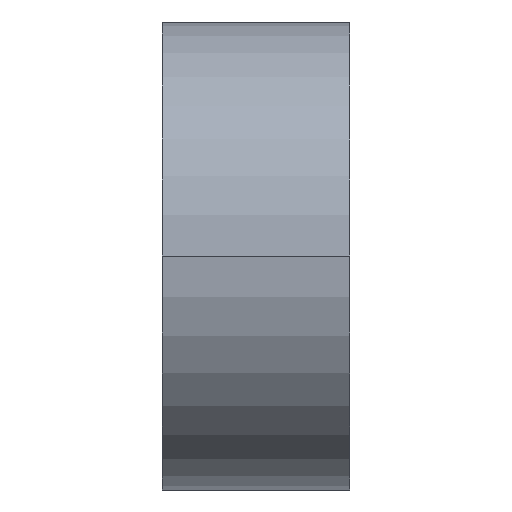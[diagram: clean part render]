
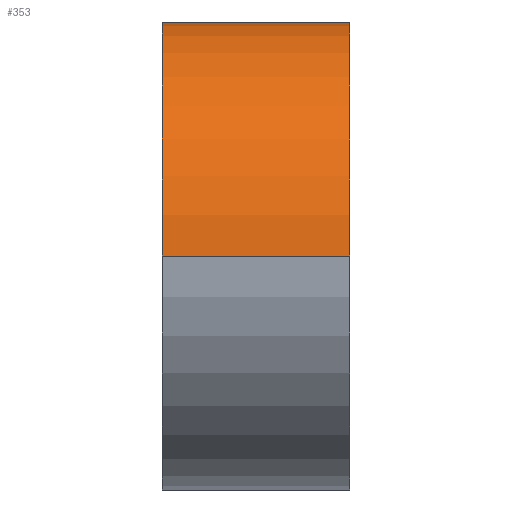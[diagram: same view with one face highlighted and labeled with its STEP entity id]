
A CAD part, left-side view. The second image highlights one B-rep face of the part: STEP entity #353.
In plain terms, the highlighted cylindrical face has radius 7.5 mm (diameter 15 mm), a partial arc.
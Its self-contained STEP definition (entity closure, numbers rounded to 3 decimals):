
#7 = EDGE_CURVE ( 'NONE', #231, #293, #19, .T. ) ;
#9 = CARTESIAN_POINT ( 'NONE',  ( 7.5, 0., 0. ) ) ;
#15 = CYLINDRICAL_SURFACE ( 'NONE', #116, 7.5 ) ;
#19 = LINE ( 'NONE', #129, #284 ) ;
#36 = DIRECTION ( 'NONE',  ( 0., 1., 0. ) ) ;
#67 = CIRCLE ( 'NONE', #147, 7.5 ) ;
#77 = AXIS2_PLACEMENT_3D ( 'NONE', #170, #458, #357 ) ;
#80 = LINE ( 'NONE', #222, #392 ) ;
#81 = EDGE_CURVE ( 'NONE', #197, #231, #192, .T. ) ;
#93 = DIRECTION ( 'NONE',  ( 0., 0., -1. ) ) ;
#99 = EDGE_LOOP ( 'NONE', ( #193, #372, #428, #121 ) ) ;
#116 = AXIS2_PLACEMENT_3D ( 'NONE', #161, #443, #125 ) ;
#121 = ORIENTED_EDGE ( 'NONE', *, *, #337, .F. ) ;
#125 = DIRECTION ( 'NONE',  ( 0., 0., -1. ) ) ;
#129 = CARTESIAN_POINT ( 'NONE',  ( 7.5, 6., 0. ) ) ;
#147 = AXIS2_PLACEMENT_3D ( 'NONE', #191, #446, #93 ) ;
#161 = CARTESIAN_POINT ( 'NONE',  ( 7.5, 6., -7.5 ) ) ;
#165 = VERTEX_POINT ( 'NONE', #323 ) ;
#170 = CARTESIAN_POINT ( 'NONE',  ( 7.5, 6., -7.5 ) ) ;
#191 = CARTESIAN_POINT ( 'NONE',  ( 7.5, 0., -7.5 ) ) ;
#192 = CIRCLE ( 'NONE', #77, 7.5 ) ;
#193 = ORIENTED_EDGE ( 'NONE', *, *, #7, .F. ) ;
#197 = VERTEX_POINT ( 'NONE', #394 ) ;
#198 = EDGE_CURVE ( 'NONE', #165, #197, #80, .T. ) ;
#222 = CARTESIAN_POINT ( 'NONE',  ( 0., 6., -7.5 ) ) ;
#231 = VERTEX_POINT ( 'NONE', #238 ) ;
#238 = CARTESIAN_POINT ( 'NONE',  ( 7.5, 6., 0. ) ) ;
#284 = VECTOR ( 'NONE', #404, 1000. ) ;
#293 = VERTEX_POINT ( 'NONE', #9 ) ;
#323 = CARTESIAN_POINT ( 'NONE',  ( 0., 0., -7.5 ) ) ;
#337 = EDGE_CURVE ( 'NONE', #293, #165, #67, .T. ) ;
#339 = FACE_OUTER_BOUND ( 'NONE', #99, .T. ) ;
#353 = ADVANCED_FACE ( 'NONE', ( #339 ), #15, .T. ) ;
#357 = DIRECTION ( 'NONE',  ( 0., 0., -1. ) ) ;
#372 = ORIENTED_EDGE ( 'NONE', *, *, #81, .F. ) ;
#392 = VECTOR ( 'NONE', #36, 1000. ) ;
#394 = CARTESIAN_POINT ( 'NONE',  ( 0., 6., -7.5 ) ) ;
#404 = DIRECTION ( 'NONE',  ( 0., -1., 0. ) ) ;
#428 = ORIENTED_EDGE ( 'NONE', *, *, #198, .F. ) ;
#443 = DIRECTION ( 'NONE',  ( 0., -1., 0. ) ) ;
#446 = DIRECTION ( 'NONE',  ( 0., -1., 0. ) ) ;
#458 = DIRECTION ( 'NONE',  ( 0., 1., 0. ) ) ;
